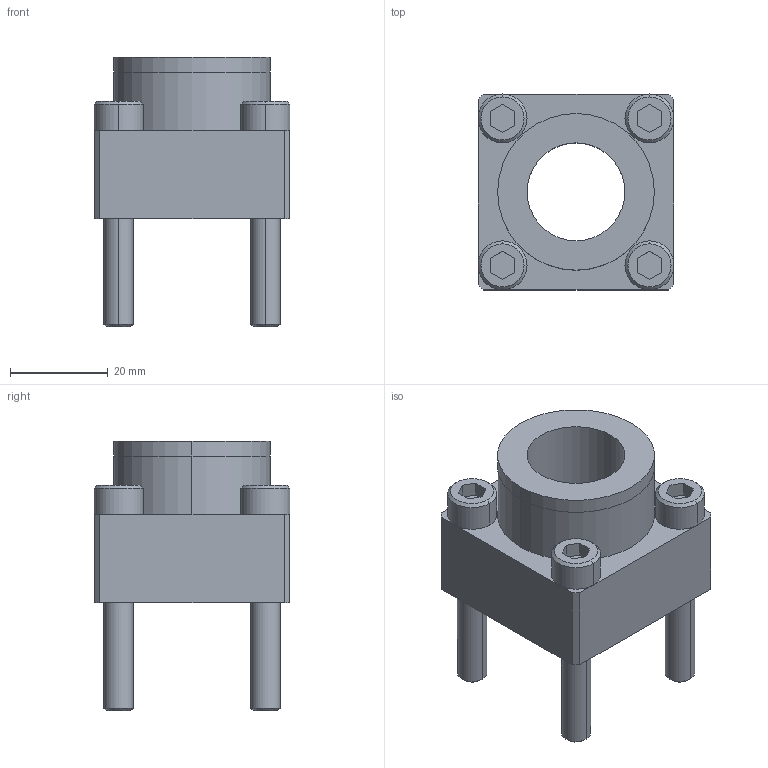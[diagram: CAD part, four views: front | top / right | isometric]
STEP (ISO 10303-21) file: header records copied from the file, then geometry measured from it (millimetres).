
FILE_DESCRIPTION(('Creo Elements/Direct Modeling STEP Export'),'2;1');
FILE_NAME('PX183641_0.stp','2022-12-12T11:03:33',(''),(''),'PTC Creo Elements/Direct Modeling STEP processor for AP214 (Solid Model)','PTC Creo Elements/Direct Modeling 19.0C 15-Aug-2015 (C) Parametric Technology GmbH','');
FILE_SCHEMA(('AUTOMOTIVE_DESIGN { 1 0 10303 214 1 1 1 1 }'));
Length unit declared in the file: millimetre
Products named in the file (4): Lagergehäuse-Bundbuchse_40x40-Ø20_96.1001_PX183638; Zylinderschraube-DIN912_M6x40-8.8-verz_12056_PX183452.02.02.02; Gleitlager-mit-Bund_JFM-2026-30-2026x30_333530_PX190322; Rotationsführungseinheit-MMS-44_40x40-Ø20_96.1005_PX183641
Assembly tree (6 placements, depth 2):
  Rotationsführungseinheit-MMS-44_40x40-Ø20_96.1005_PX183641
    Gleitlager-mit-Bund_JFM-2026-30-2026x30_333530_PX190322
    Zylinderschraube-DIN912_M6x40-8.8-verz_12056_PX183452.02.02.02  x4
    Lagergehäuse-Bundbuchse_40x40-Ø20_96.1001_PX183638
Bounding box: 40 x 40 x 55 mm (x, y, z)
Volume: 33651.9 mm3; surface area: 19553.4 mm2
Topology: 6 solids, 6 shells, 120 faces, 262 edges, 164 vertices
Faces by surface type: plane 50, cylinder 46, cone 22, torus 2
Entity records: 1785 total; most frequent: ORIENTED_EDGE 272, DIRECTION 258, CARTESIAN_POINT 249, EDGE_CURVE 136, AXIS2_PLACEMENT_3D 95, VERTEX_POINT 86, EDGE_LOOP 76, VECTOR 68
